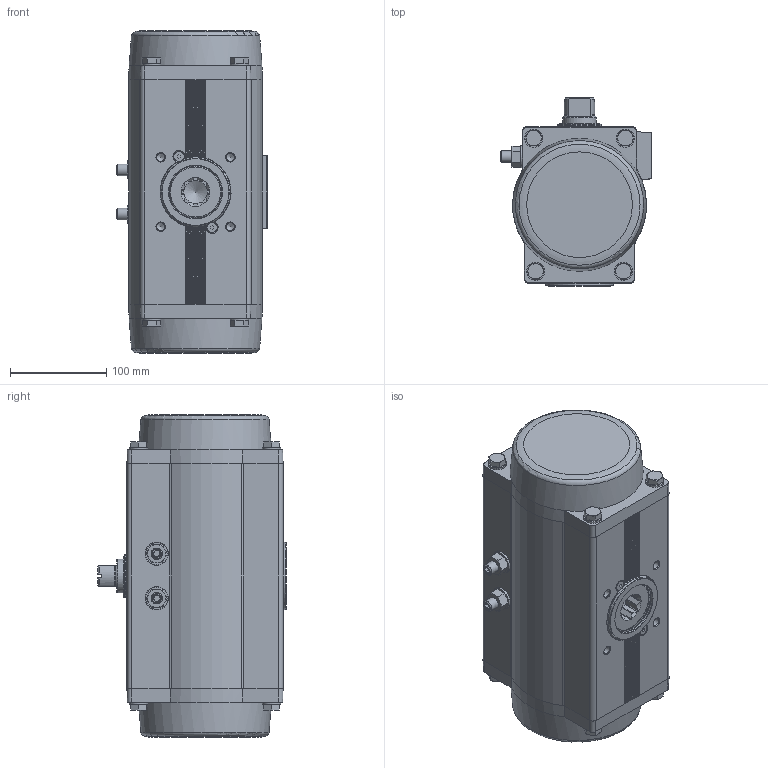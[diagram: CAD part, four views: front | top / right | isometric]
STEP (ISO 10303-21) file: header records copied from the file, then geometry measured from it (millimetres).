
FILE_DESCRIPTION(/* description */ ('STEP AP214'),/* implementation_level */ '2;1');
FILE_NAME(/* name */ '8102853_DFPD-300-RP-90-RS60-F10-R3-C',/* time_stamp */ '2024-08-15T17:57:46+02:00',/* author */ ('License CC BY-ND 4.0'),/* organization */ ('CADENAS'),/* preprocessor_version */ 'ST-DEVELOPER v19.3',/* originating_system */ 'PARTsolutions',/* authorisation */ ' ');
FILE_SCHEMA (('AUTOMOTIVE_DESIGN {1 0 10303 214 3 1 1}'));
Length unit declared in the file: millimetre
Products named in the file (7): 8102853 DFPD-300-RP-90-RS60-F10-R3-C---(0); 8042191 DFPD-300-90-RS-F10-C-----(housing); 8042191 DFPD-300(F07_0)---(shaft); 4134333 SCHEIBE 12.3X23X2.5-1.4301; DIN 934 - M12(F); 8088531 DFPD-240/300-C--(adj); 8101069 DFPD-CTR-F10--(ctr)
Assembly tree (9 placements, depth 2):
  8102853 DFPD-300-RP-90-RS60-F10-R3-C---(0)
    8042191 DFPD-300-90-RS-F10-C-----(housing)
    8042191 DFPD-300(F07_0)---(shaft)
    4134333 SCHEIBE 12.3X23X2.5-1.4301  x2
    DIN 934 - M12(F)  x2
    8088531 DFPD-240/300-C--(adj)  x2
    8101069 DFPD-CTR-F10--(ctr)
Bounding box: 156.33 x 195 x 334.4 mm (x, y, z)
Volume: 6352910.8 mm3; surface area: 308553 mm2
Topology: 9 solids, 9 shells, 648 faces, 1517 edges, 946 vertices
Faces by surface type: plane 329, cone 140, cylinder 136, torus 41, sphere 2
Full cylindrical faces by diameter (mm): 2 x2, 4.134 x8, 4.917 x1, 8.376 x4, 8.5 x2, 10 x2, 10.106 x4, 10.57 x2, 11.445 x2, 12 x2, 12.3 x2, 12.4 x1, 18.4 x2, 19 x8, 23 x2, 24 x2, 30.8 x1, 35 x3, 39.9 x1, 42.1 x2, 45 x2, 48 x1, 53.5 x2, 54 x2, 55 x1, 59 x1, 70 x1, 73 x2
Entity records: 17113 total; most frequent: CARTESIAN_POINT 3592, DIRECTION 2763, ORIENTED_EDGE 2546, EDGE_CURVE 1273, AXIS2_PLACEMENT_3D 1103, VERTEX_POINT 882, FACE_BOUND 847, EDGE_LOOP 837
